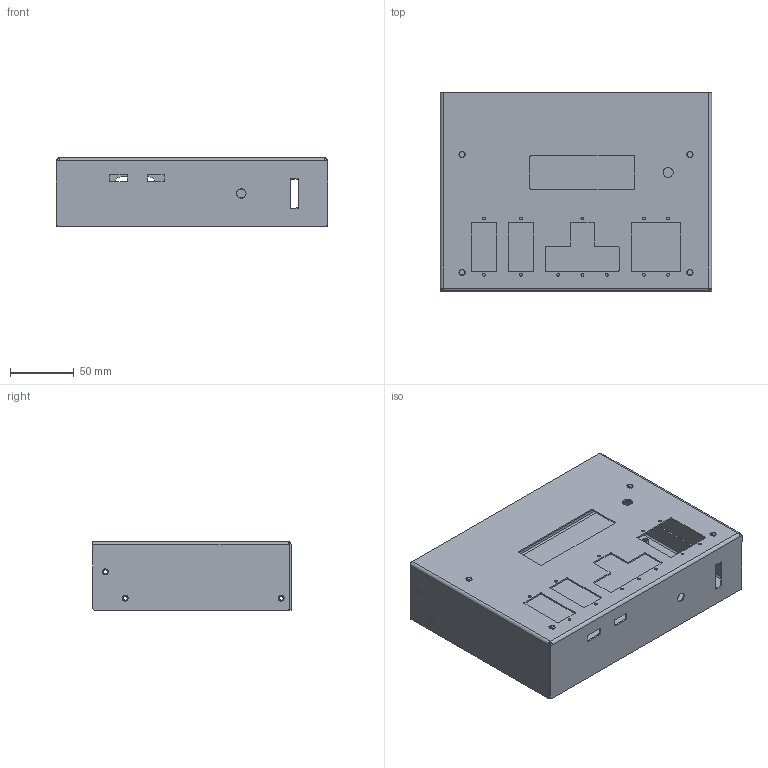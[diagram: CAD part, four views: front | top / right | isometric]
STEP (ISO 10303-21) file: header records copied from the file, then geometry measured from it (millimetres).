
FILE_DESCRIPTION(/* description */ (''),/* implementation_level */ '2;1');
FILE_NAME(/* name */ 'printalyzer-revf-full.step',/* time_stamp */ '2024-09-30T13:50:53-07:00',/* author */ (''),/* organization */ (''),/* preprocessor_version */ 'ST-DEVELOPER v20',/* originating_system */ 'Autodesk Translation Framework v13.20.0.188',/* authorisation */ '');
FILE_SCHEMA (('AUTOMOTIVE_DESIGN { 1 0 10303 214 3 1 1 }'));
Length unit declared in the file: millimetre
Products named in the file (6): Custom Enclosure; Base; BSO-M3-8ZI; S-M4-1ZI; Cover; BSO-M3-10ZI
Assembly tree (14 placements, depth 3):
  Custom Enclosure
    Base
      BSO-M3-8ZI  x2
      S-M4-1ZI  x6
    Cover
      BSO-M3-10ZI  x4
Bounding box: 211.9 x 154.95 x 53.45 mm (x, y, z)
Volume: 116896.5 mm3; surface area: 199957 mm2
Topology: 14 solids, 86 shells, 2170 faces, 5644 edges, 3724 vertices
Faces by surface type: plane 1878, cylinder 248, cone 36, bspline 8
Full cylindrical faces by diameter (mm): 0.071 x6, 0.092 x6, 0.101 x6, 0.131 x6, 2.2 x12, 2.387 x6, 2.459 x6, 3.2 x2, 3.242 x6, 3.5 x4, 3.6 x2, 3.78 x6, 3.99 x12, 4.2 x18, 4.22 x6, 4.6 x6, 5.38 x6, 5.41 x6, 6.625 x6, 7.4 x1, 7.7 x1, 7.87 x6, 12.9 x1, 22.4 x1
Entity records: 22824 total; most frequent: CARTESIAN_POINT 4146, ORIENTED_EDGE 3810, DIRECTION 3685, EDGE_CURVE 1905, LINE 1579, VECTOR 1579, VERTEX_POINT 1242, AXIS2_PLACEMENT_3D 1053
